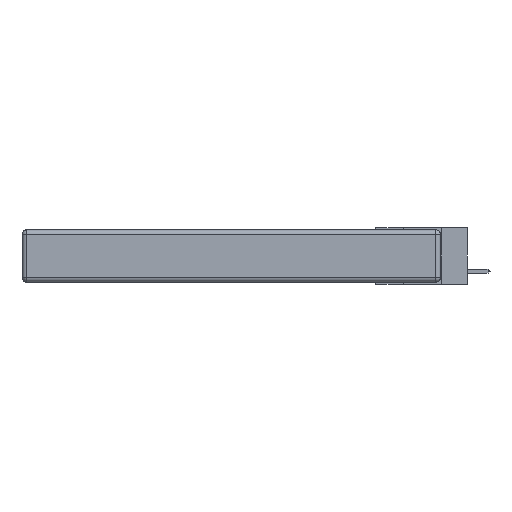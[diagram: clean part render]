
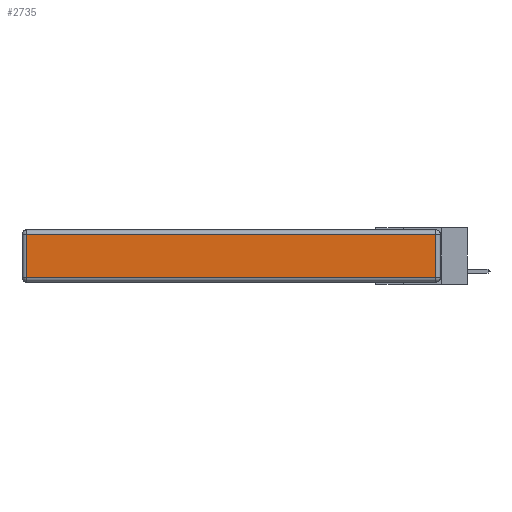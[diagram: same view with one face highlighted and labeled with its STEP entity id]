
A CAD part, left-side view. The second image highlights one B-rep face of the part: STEP entity #2735.
In plain terms, the highlighted planar face has unit normal (-1, 0, 0).
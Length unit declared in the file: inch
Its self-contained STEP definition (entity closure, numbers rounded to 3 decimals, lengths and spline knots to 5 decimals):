
#274 = DIRECTION ( 'NONE',  ( 0., 1., 0. ) ) ;
#544 = VECTOR ( 'NONE', #7519, 39.37008 ) ;
#596 = VERTEX_POINT ( 'NONE', #18597 ) ;
#1238 = LINE ( 'NONE', #17192, #16228 ) ;
#2314 = ORIENTED_EDGE ( 'NONE', *, *, #6945, .T. ) ;
#2735 = ADVANCED_FACE ( 'NONE', ( #5866 ), #4350, .T. ) ;
#2752 = VERTEX_POINT ( 'NONE', #5634 ) ;
#3548 = CARTESIAN_POINT ( 'NONE',  ( 0., 2.72, -0.343 ) ) ;
#4350 = PLANE ( 'NONE',  #11452 ) ;
#4934 = EDGE_LOOP ( 'NONE', ( #15962, #2314, #13527, #14207 ) ) ;
#5634 = CARTESIAN_POINT ( 'NONE',  ( 0., 2.72, -0.03 ) ) ;
#5866 = FACE_OUTER_BOUND ( 'NONE', #4934, .T. ) ;
#6867 = VERTEX_POINT ( 'NONE', #16020 ) ;
#6945 = EDGE_CURVE ( 'NONE', #6867, #8337, #14831, .T. ) ;
#7519 = DIRECTION ( 'NONE',  ( 0., 0., 1. ) ) ;
#7541 = DIRECTION ( 'NONE',  ( 0., -1., 0. ) ) ;
#8337 = VERTEX_POINT ( 'NONE', #9818 ) ;
#9818 = CARTESIAN_POINT ( 'NONE',  ( 0., 0.03, -0.03 ) ) ;
#10273 = VECTOR ( 'NONE', #15042, 39.37008 ) ;
#11452 = AXIS2_PLACEMENT_3D ( 'NONE', #17414, #12783, #11556 ) ;
#11556 = DIRECTION ( 'NONE',  ( 0., 0., 1. ) ) ;
#11819 = CARTESIAN_POINT ( 'NONE',  ( 0., 0.03, -0.343 ) ) ;
#12599 = EDGE_CURVE ( 'NONE', #2752, #596, #14772, .T. ) ;
#12783 = DIRECTION ( 'NONE',  ( -1., 0., 0. ) ) ;
#13527 = ORIENTED_EDGE ( 'NONE', *, *, #17063, .T. ) ;
#14207 = ORIENTED_EDGE ( 'NONE', *, *, #12599, .T. ) ;
#14772 = LINE ( 'NONE', #3548, #10273 ) ;
#14831 = LINE ( 'NONE', #11819, #544 ) ;
#15042 = DIRECTION ( 'NONE',  ( 0., 0., -1. ) ) ;
#15737 = VECTOR ( 'NONE', #274, 39.37008 ) ;
#15962 = ORIENTED_EDGE ( 'NONE', *, *, #16714, .T. ) ;
#16020 = CARTESIAN_POINT ( 'NONE',  ( 0., 0.03, -0.313 ) ) ;
#16070 = CARTESIAN_POINT ( 'NONE',  ( 0., 2.75, -0.03 ) ) ;
#16228 = VECTOR ( 'NONE', #7541, 39.37008 ) ;
#16714 = EDGE_CURVE ( 'NONE', #596, #6867, #1238, .T. ) ;
#17063 = EDGE_CURVE ( 'NONE', #8337, #2752, #17326, .T. ) ;
#17192 = CARTESIAN_POINT ( 'NONE',  ( 0., 0., -0.313 ) ) ;
#17326 = LINE ( 'NONE', #16070, #15737 ) ;
#17414 = CARTESIAN_POINT ( 'NONE',  ( 0., 0., -0.343 ) ) ;
#18597 = CARTESIAN_POINT ( 'NONE',  ( 0., 2.72, -0.313 ) ) ;
